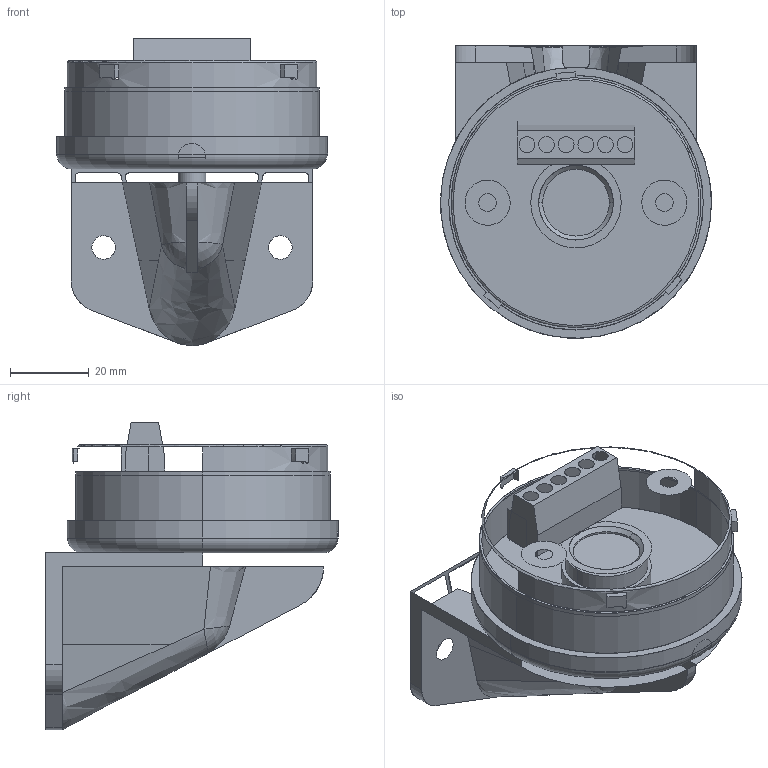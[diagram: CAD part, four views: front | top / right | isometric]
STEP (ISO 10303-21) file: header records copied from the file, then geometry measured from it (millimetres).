
FILE_DESCRIPTION((''),'2;1');
FILE_NAME('BMV-70mm-vertmnt SS.stp','2012-12-11T09:35:40',(''),(''),'Mechanical Desktop 2011','Mechanical Desktop 2011',', , ');
FILE_SCHEMA(('CONFIG_CONTROL_DESIGN'));
Length unit declared in the file: millimetre
Products named in the file (1): Product
Bounding box: 69 x 74.5 x 78.25 mm (x, y, z)
Volume: 32409.8 mm3; surface area: 44242.9 mm2
Topology: 5 solids, 33 shells, 97 faces, 467 edges, 461 vertices
Faces by surface type: bspline 60, cylinder 21, plane 8, torus 6, cone 2
Entity records: 7057 total; most frequent: CARTESIAN_POINT 4357, QUASI_UNIFORM_CURVE 360, PCURVE 268, COMPOSITE_CURVE_SEGMENT 268, DIRECTION 260, ORIENTED_EDGE 216, EDGE_CURVE 182, B_SPLINE_CURVE_WITH_KNOTS 170
